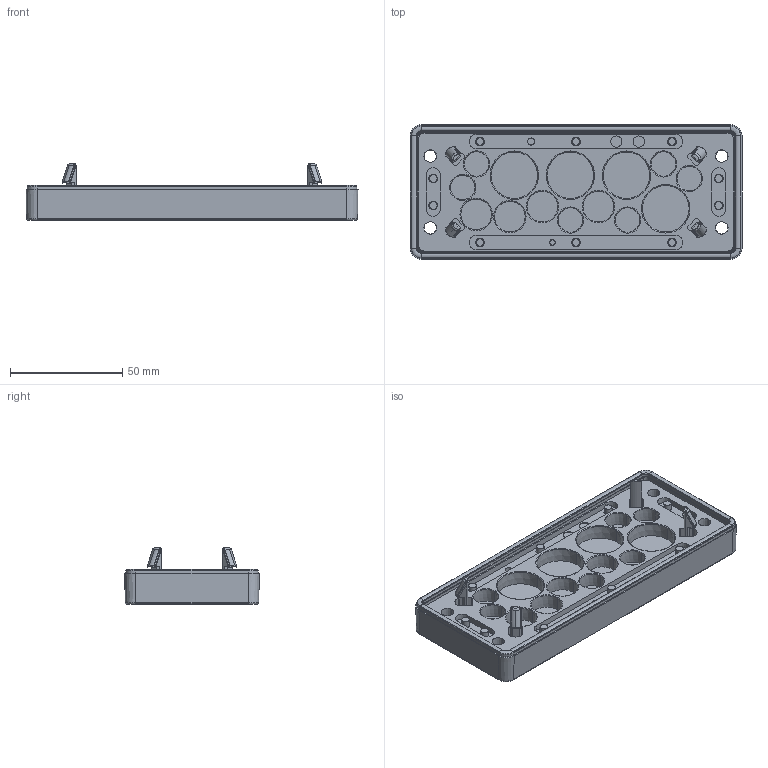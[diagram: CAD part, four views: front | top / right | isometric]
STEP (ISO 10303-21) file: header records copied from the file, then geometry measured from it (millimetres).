
FILE_DESCRIPTION (( 'STEP AP203' ), '1' );
FILE_NAME ('567345.step', '2020-12-17T18:39:42', ( '' ), ( '' ), 'SwSTEP 2.0', 'SolidWorks 2019', '' );
FILE_SCHEMA (( 'CONFIG_CONTROL_DESIGN' ));
Products named in the file (1): 567345
Bounding box: 148 x 60 x 25 mm (x, y, z)
Volume: 72225.6 mm3; surface area: 69874.8 mm2
Topology: 4 solids, 4 shells, 2816 faces, 7309 edges, 4401 vertices
Faces by surface type: plane 925, cylinder 766, cone 383, bspline 366, torus 272, sphere 104
Entity records: 96601 total; most frequent: CARTESIAN_POINT 32306, ORIENTED_EDGE 14304, DIRECTION 12054, EDGE_CURVE 7152, VERTEX_POINT 4401, AXIS2_PLACEMENT_3D 4274, VECTOR 3506, LINE 3506
